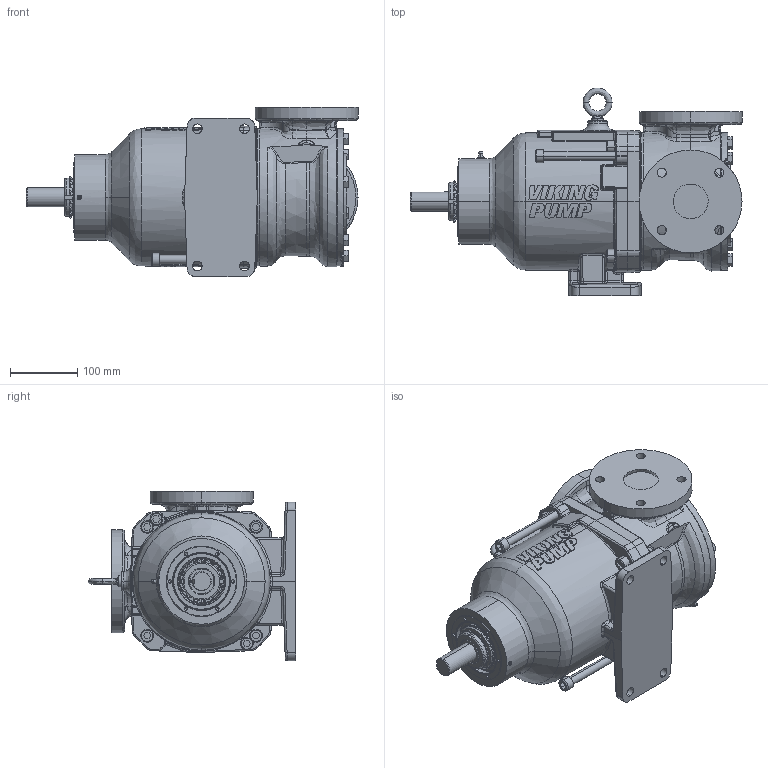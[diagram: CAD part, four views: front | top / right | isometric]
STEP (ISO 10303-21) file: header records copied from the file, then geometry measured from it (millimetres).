
FILE_DESCRIPTION (( 'STEP AP214' ), '1' );
FILE_NAME ('KK8123A.STEP', '2017-08-23T19:31:16', ( '' ), ( '' ), 'SwSTEP 2.0', 'SolidWorks 2016', '' );
FILE_SCHEMA (( 'AUTOMOTIVE_DESIGN' ));
Length unit declared in the file: inch
Products named in the file (2): KK8123A
Bounding box: 491.97 x 307.85 x 250.82 mm (x, y, z)
Volume: 13411399.6 mm3; surface area: 504490.9 mm2
Topology: 1 solids, 1 shells, 1408 faces, 3468 edges, 2104 vertices
Faces by surface type: bspline 486, plane 435, cylinder 311, cone 176
Entity records: 158980 total; most frequent: CARTESIAN_POINT 121039, ORIENTED_EDGE 6872, DIRECTION 4541, EDGE_CURVE 3436, VERTEX_POINT 2104, AXIS2_PLACEMENT_3D 1624, EDGE_LOOP 1510, FACE_OUTER_BOUND 1408
